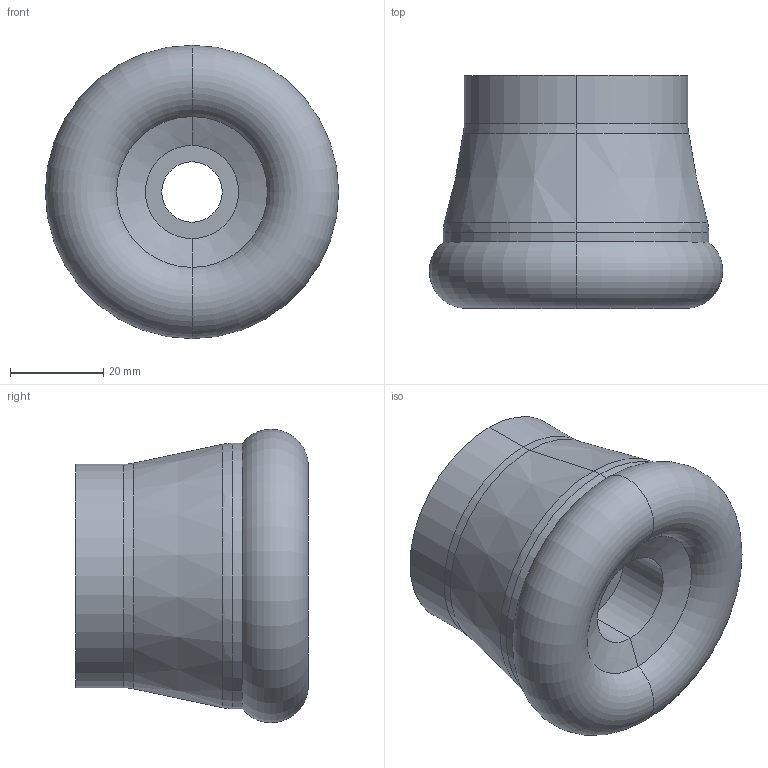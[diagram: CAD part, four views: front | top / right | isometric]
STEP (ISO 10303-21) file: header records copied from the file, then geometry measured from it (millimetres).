
FILE_DESCRIPTION (( 'STEP AP203' ), '1' );
FILE_NAME ('S808-63-50-05-16-SLDPRT.STEP', '2019-04-03T06:15:02', ( '' ), ( '' ), 'SwSTEP 2.0', 'SolidWorks 2018', '' );
FILE_SCHEMA (( 'CONFIG_CONTROL_DESIGN' ));
Length unit declared in the file: millimetre
Products named in the file (1): S808-63-50-05-16-SLDPRT
Bounding box: 62.99 x 49.99 x 62.99 mm (x, y, z)
Volume: 90714.1 mm3; surface area: 16080 mm2
Topology: 1 solids, 1 shells, 26 faces, 52 edges, 30 vertices
Faces by surface type: cylinder 12, bspline 4, cone 4, plane 4, torus 2
Entity records: 805 total; most frequent: CARTESIAN_POINT 169, DIRECTION 134, ORIENTED_EDGE 104, AXIS2_PLACEMENT_3D 59, EDGE_CURVE 52, CIRCLE 36, VERTEX_POINT 30, EDGE_LOOP 30
